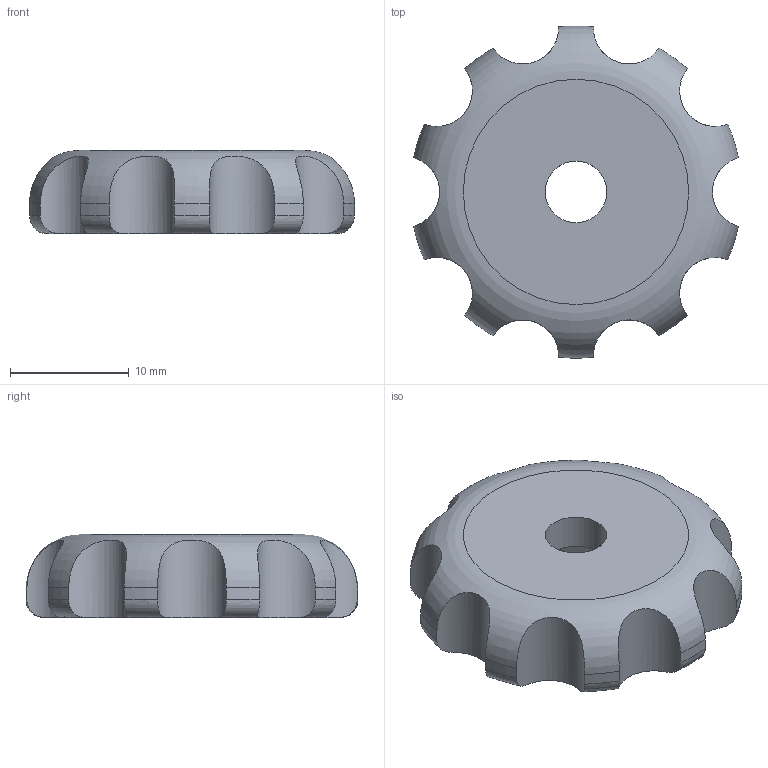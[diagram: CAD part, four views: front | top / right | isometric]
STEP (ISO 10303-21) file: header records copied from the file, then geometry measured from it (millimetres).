
FILE_DESCRIPTION(('FreeCAD Model'),'2;1');
FILE_NAME('Open CASCADE Shape Model','2022-02-17T16:20:37',('Author'),( ''),'Open CASCADE STEP processor 7.5','FreeCAD','Unknown');
FILE_SCHEMA(('AUTOMOTIVE_DESIGN { 1 0 10303 214 1 1 1 1 }'));
Length unit declared in the file: millimetre
Products named in the file (1): inner.clamp
Bounding box: 27.4 x 27.98 x 7 mm (x, y, z)
Volume: 3086.1 mm3; surface area: 1720.2 mm2
Topology: 1 solids, 1 shells, 41 faces, 114 edges, 76 vertices
Faces by surface type: cylinder 21, torus 11, plane 9
Full cylindrical faces by diameter (mm): 5.2 x1
Entity records: 7349 total; most frequent: CARTESIAN_POINT 5239, DIRECTION 335, ORIENTED_EDGE 228, PCURVE 228, DEFINITIONAL_REPRESENTATION 228, LINE 140, VECTOR 140, B_SPLINE_CURVE_WITH_KNOTS 135
